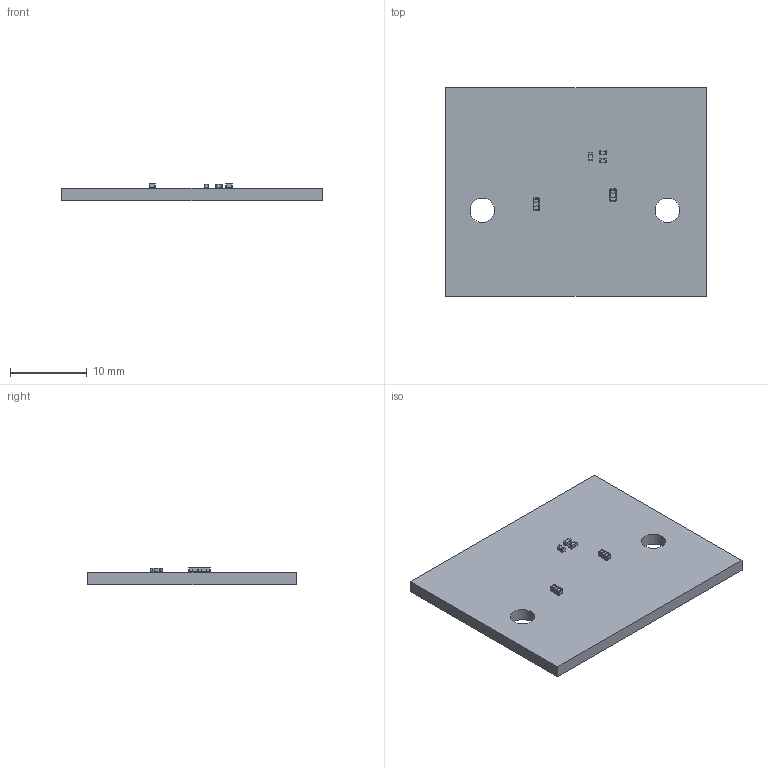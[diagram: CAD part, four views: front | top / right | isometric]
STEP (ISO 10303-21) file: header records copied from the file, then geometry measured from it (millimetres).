
FILE_DESCRIPTION(('KiCad electronic assembly'),'2;1');
FILE_NAME('BEncoderBoard3(RN4871u).step','2021-03-31T22:41:21',( 'An Author'),('A Company'),'Open CASCADE STEP processor 6.9', 'KiCad to STEP converter','Unknown');
FILE_SCHEMA(('AUTOMOTIVE_DESIGN { 1 0 10303 214 1 1 1 1 }'));
Length unit declared in the file: millimetre
Products named in the file (8): Open CASCADE STEP translator 6.9 1; Ceramic_CAP0603; COMPOUND; C_0402_1005Metric; SOLID; L_0402_1005Metric
Assembly tree (9 placements, depth 3):
  Open CASCADE STEP translator 6.9 1
    Ceramic_CAP0603  x2
      COMPOUND
    C_0402_1005Metric  x2
      SOLID
    L_0402_1005Metric
      SOLID
    COMPOUND
Bounding box: 34 x 27.2 x 2.25 mm (x, y, z)
Volume: 1455.9 mm3; surface area: 2071.3 mm2
Topology: 6 solids, 10 shells, 216 faces, 506 edges, 316 vertices
Faces by surface type: bspline 104, plane 74, cylinder 38
Full cylindrical faces by diameter (mm): 3.2 x2
Entity records: 11005 total; most frequent: CARTESIAN_POINT 5344, DIRECTION 678, ORIENTED_EDGE 596, PCURVE 596, DEFINITIONAL_REPRESENTATION 596, LINE 382, VECTOR 382, B_SPLINE_CURVE_WITH_KNOTS 378
